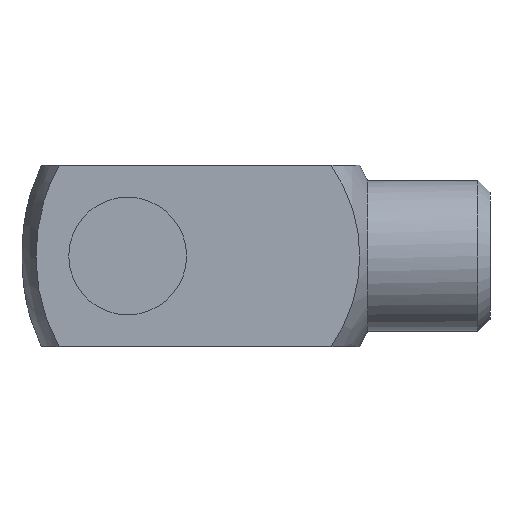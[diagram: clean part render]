
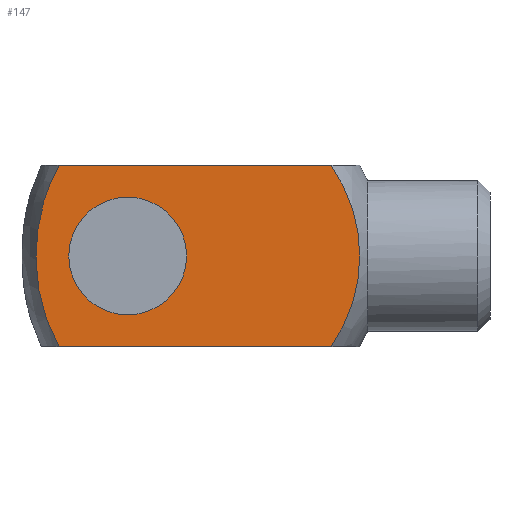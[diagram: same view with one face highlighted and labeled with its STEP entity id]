
A CAD part, front view. The second image highlights one B-rep face of the part: STEP entity #147.
In plain terms, the highlighted planar face has unit normal (0, -1, 0).
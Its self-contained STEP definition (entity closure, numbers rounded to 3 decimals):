
#147 = ADVANCED_FACE( '', ( #313, #314 ), #315, .T. );
#313 = FACE_BOUND( '', #502, .T. );
#314 = FACE_OUTER_BOUND( '', #503, .T. );
#315 = PLANE( '', #504 );
#502 = EDGE_LOOP( '', ( #912 ) );
#503 = EDGE_LOOP( '', ( #913, #914, #915, #916 ) );
#504 = AXIS2_PLACEMENT_3D( '', #917, #918, #919 );
#912 = ORIENTED_EDGE( '', *, *, #1121, .F. );
#913 = ORIENTED_EDGE( '', *, *, #1118, .F. );
#914 = ORIENTED_EDGE( '', *, *, #1001, .T. );
#915 = ORIENTED_EDGE( '', *, *, #1151, .F. );
#916 = ORIENTED_EDGE( '', *, *, #1087, .T. );
#917 = CARTESIAN_POINT( '', ( 48., -12., 36. ) );
#918 = DIRECTION( '', ( 0., -1., 0. ) );
#919 = DIRECTION( '', ( 0., 0., -1. ) );
#1001 = EDGE_CURVE( '', #1186, #1184, #1187, .T. );
#1087 = EDGE_CURVE( '', #1330, #1328, #1331, .T. );
#1118 = EDGE_CURVE( '', #1186, #1328, #1371, .F. );
#1121 = EDGE_CURVE( '', #1375, #1375, #1376, .T. );
#1151 = EDGE_CURVE( '', #1330, #1184, #1414, .T. );
#1184 = VERTEX_POINT( '', #1478 );
#1186 = VERTEX_POINT( '', #1487 );
#1187 = LINE( '', #1488, #1489 );
#1328 = VERTEX_POINT( '', #1754 );
#1330 = VERTEX_POINT( '', #1756 );
#1331 = LINE( '', #1757, #1758 );
#1371 = CIRCLE( '', #1831, 20.785 );
#1375 = VERTEX_POINT( '', #1835 );
#1376 = CIRCLE( '', #1836, 7.8 );
#1414 = B_SPLINE_CURVE_WITH_KNOTS( '', 3, ( #1896, #1897, #1898, #1899, #1900, #1901, #1902, #1903, #1904, #1905, #1906, #1907, #1908, #1909, #1910, #1911, #1912, #1913, #1914, #1915, #1916, #1917 ), .UNSPECIFIED., .F., .F., ( 4, 2, 2, 2, 2, 2, 2, 2, 2, 2, 4 ), ( 0.128, 0.13, 0.131, 0.134, 0.137, 0.14, 0.144, 0.147, 0.148, 0.15, 0.153 ), .UNSPECIFIED. );
#1478 = CARTESIAN_POINT( '', ( -9.086, -12., 12. ) );
#1487 = CARTESIAN_POINT( '', ( 26.931, -12., 12. ) );
#1488 = CARTESIAN_POINT( '', ( 48., -12., 12. ) );
#1489 = VECTOR( '', #1943, 1000. );
#1754 = CARTESIAN_POINT( '', ( 26.931, -12., -12. ) );
#1756 = CARTESIAN_POINT( '', ( -9.086, -12., -12. ) );
#1757 = CARTESIAN_POINT( '', ( 48., -12., -12. ) );
#1758 = VECTOR( '', #2046, 1000. );
#1831 = AXIS2_PLACEMENT_3D( '', #2075, #2076, #2077 );
#1835 = CARTESIAN_POINT( '', ( 0., -12., -7.8 ) );
#1836 = AXIS2_PLACEMENT_3D( '', #2081, #2082, #2083 );
#1896 = CARTESIAN_POINT( '', ( -9.086, -12., -12. ) );
#1897 = CARTESIAN_POINT( '', ( -9.344, -12., -11.543 ) );
#1898 = CARTESIAN_POINT( '', ( -9.588, -12., -11.075 ) );
#1899 = CARTESIAN_POINT( '', ( -10.038, -12., -10.131 ) );
#1900 = CARTESIAN_POINT( '', ( -10.246, -12., -9.652 ) );
#1901 = CARTESIAN_POINT( '', ( -10.821, -12., -8.201 ) );
#1902 = CARTESIAN_POINT( '', ( -11.139, -12., -7.211 ) );
#1903 = CARTESIAN_POINT( '', ( -11.647, -12., -5.187 ) );
#1904 = CARTESIAN_POINT( '', ( -11.838, -12., -4.148 ) );
#1905 = CARTESIAN_POINT( '', ( -12.089, -12., -2.066 ) );
#1906 = CARTESIAN_POINT( '', ( -12.151, -12., -1.018 ) );
#1907 = CARTESIAN_POINT( '', ( -12.148, -12., 1.083 ) );
#1908 = CARTESIAN_POINT( '', ( -12.084, -12., 2.123 ) );
#1909 = CARTESIAN_POINT( '', ( -11.832, -12., 4.182 ) );
#1910 = CARTESIAN_POINT( '', ( -11.644, -12., 5.201 ) );
#1911 = CARTESIAN_POINT( '', ( -11.264, -12., 6.712 ) );
#1912 = CARTESIAN_POINT( '', ( -11.121, -12., 7.213 ) );
#1913 = CARTESIAN_POINT( '', ( -10.8, -12., 8.21 ) );
#1914 = CARTESIAN_POINT( '', ( -10.622, -12., 8.706 ) );
#1915 = CARTESIAN_POINT( '', ( -10.042, -12., 10.164 ) );
#1916 = CARTESIAN_POINT( '', ( -9.595, -12., 11.1 ) );
#1917 = CARTESIAN_POINT( '', ( -9.086, -12., 12. ) );
#1943 = DIRECTION( '', ( -1., 0., 0. ) );
#2046 = DIRECTION( '', ( 1., 0., 0. ) );
#2075 = CARTESIAN_POINT( '', ( 9.96, -12., 0. ) );
#2076 = DIRECTION( '', ( 0., -1., 0. ) );
#2077 = DIRECTION( '', ( 0., 0., -1. ) );
#2081 = CARTESIAN_POINT( '', ( 0., -12., 0. ) );
#2082 = DIRECTION( '', ( 0., -1., 0. ) );
#2083 = DIRECTION( '', ( 0., 0., -1. ) );
